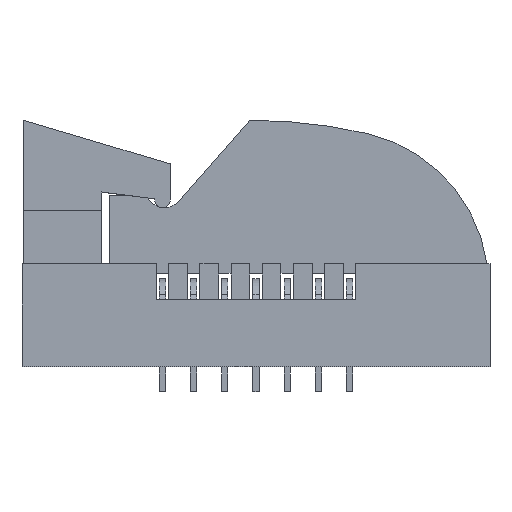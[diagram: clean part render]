
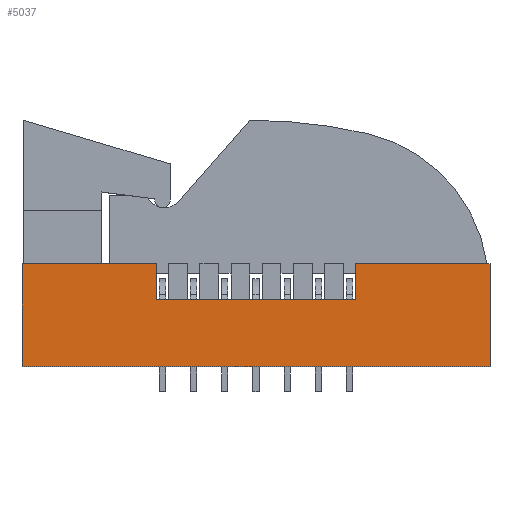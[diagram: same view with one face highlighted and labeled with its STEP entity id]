
A CAD part, top view. The second image highlights one B-rep face of the part: STEP entity #5037.
In plain terms, the highlighted planar face has unit normal (0, 0, 1).
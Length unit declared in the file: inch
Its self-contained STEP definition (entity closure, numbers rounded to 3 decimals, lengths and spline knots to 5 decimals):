
#28 = ORIENTED_EDGE ( 'NONE', *, *, #10347, .F. ) ;
#269 = DIRECTION ( 'NONE',  ( 0., 0., -1. ) ) ;
#322 = LINE ( 'NONE', #10310, #2494 ) ;
#328 = ORIENTED_EDGE ( 'NONE', *, *, #1394, .F. ) ;
#642 = LINE ( 'NONE', #9750, #8405 ) ;
#707 = EDGE_CURVE ( 'NONE', #5184, #10738, #5817, .T. ) ;
#747 = VERTEX_POINT ( 'NONE', #3510 ) ;
#1394 = EDGE_CURVE ( 'NONE', #6694, #747, #3461, .T. ) ;
#1402 = LINE ( 'NONE', #9863, #4975 ) ;
#1579 = CARTESIAN_POINT ( 'NONE',  ( -0.75, 0., 1.5 ) ) ;
#1620 = DIRECTION ( 'NONE',  ( 0., -1., 0. ) ) ;
#1890 = CARTESIAN_POINT ( 'NONE',  ( -0.32, 0.33, 1.5 ) ) ;
#2215 = ORIENTED_EDGE ( 'NONE', *, *, #5302, .T. ) ;
#2494 = VECTOR ( 'NONE', #10415, 39.37008 ) ;
#2608 = EDGE_CURVE ( 'NONE', #5657, #9778, #322, .T. ) ;
#2614 = DIRECTION ( 'NONE',  ( 1., 0., 0. ) ) ;
#2731 = ORIENTED_EDGE ( 'NONE', *, *, #4035, .T. ) ;
#3406 = DIRECTION ( 'NONE',  ( 0., -1., 0. ) ) ;
#3413 = LINE ( 'NONE', #8352, #6902 ) ;
#3461 = LINE ( 'NONE', #3509, #9562 ) ;
#3509 = CARTESIAN_POINT ( 'NONE',  ( 0.75, 0.33, 1.5 ) ) ;
#3510 = CARTESIAN_POINT ( 'NONE',  ( 0.75, 0., 1.5 ) ) ;
#3890 = DIRECTION ( 'NONE',  ( -1., 0., 0. ) ) ;
#4003 = CARTESIAN_POINT ( 'NONE',  ( 0.32, 0.33, 1.5 ) ) ;
#4035 = EDGE_CURVE ( 'NONE', #9778, #5184, #3413, .T. ) ;
#4226 = DIRECTION ( 'NONE',  ( 0., 1., 0. ) ) ;
#4235 = CARTESIAN_POINT ( 'NONE',  ( 0.75, 0.33, 1.5 ) ) ;
#4634 = LINE ( 'NONE', #6681, #9219 ) ;
#4887 = CARTESIAN_POINT ( 'NONE',  ( 0.75, 0., 1.5 ) ) ;
#4975 = VECTOR ( 'NONE', #3890, 39.37008 ) ;
#5037 = ADVANCED_FACE ( 'NONE', ( #8518 ), #8415, .F. ) ;
#5043 = CARTESIAN_POINT ( 'NONE',  ( 0.75, 0.33, 1.5 ) ) ;
#5141 = ORIENTED_EDGE ( 'NONE', *, *, #2608, .T. ) ;
#5184 = VERTEX_POINT ( 'NONE', #7839 ) ;
#5302 = EDGE_CURVE ( 'NONE', #6694, #5657, #1402, .T. ) ;
#5657 = VERTEX_POINT ( 'NONE', #4003 ) ;
#5677 = EDGE_CURVE ( 'NONE', #9634, #8731, #642, .T. ) ;
#5695 = VECTOR ( 'NONE', #4226, 39.37008 ) ;
#5817 = LINE ( 'NONE', #1890, #5695 ) ;
#6313 = ORIENTED_EDGE ( 'NONE', *, *, #8489, .T. ) ;
#6595 = CARTESIAN_POINT ( 'NONE',  ( -0.75, 0.33, 1.5 ) ) ;
#6681 = CARTESIAN_POINT ( 'NONE',  ( 0.75, 0.33, 1.5 ) ) ;
#6694 = VERTEX_POINT ( 'NONE', #5043 ) ;
#6719 = DIRECTION ( 'NONE',  ( -1., 0., 0. ) ) ;
#6760 = CARTESIAN_POINT ( 'NONE',  ( 0.32, 0.2137, 1.5 ) ) ;
#6895 = VECTOR ( 'NONE', #9229, 39.37008 ) ;
#6902 = VECTOR ( 'NONE', #6719, 39.37008 ) ;
#7438 = LINE ( 'NONE', #4887, #6895 ) ;
#7455 = EDGE_LOOP ( 'NONE', ( #2731, #9178, #6313, #9210, #28, #328, #2215, #5141 ) ) ;
#7839 = CARTESIAN_POINT ( 'NONE',  ( -0.32, 0.2137, 1.5 ) ) ;
#7955 = AXIS2_PLACEMENT_3D ( 'NONE', #4235, #269, #2614 ) ;
#8341 = CARTESIAN_POINT ( 'NONE',  ( -0.32, 0.33, 1.5 ) ) ;
#8352 = CARTESIAN_POINT ( 'NONE',  ( 0.32, 0.2137, 1.5 ) ) ;
#8405 = VECTOR ( 'NONE', #1620, 39.37008 ) ;
#8415 = PLANE ( 'NONE',  #7955 ) ;
#8489 = EDGE_CURVE ( 'NONE', #10738, #9634, #4634, .T. ) ;
#8518 = FACE_OUTER_BOUND ( 'NONE', #7455, .T. ) ;
#8731 = VERTEX_POINT ( 'NONE', #1579 ) ;
#9178 = ORIENTED_EDGE ( 'NONE', *, *, #707, .T. ) ;
#9210 = ORIENTED_EDGE ( 'NONE', *, *, #5677, .T. ) ;
#9219 = VECTOR ( 'NONE', #9681, 39.37008 ) ;
#9229 = DIRECTION ( 'NONE',  ( -1., 0., 0. ) ) ;
#9562 = VECTOR ( 'NONE', #3406, 39.37008 ) ;
#9634 = VERTEX_POINT ( 'NONE', #6595 ) ;
#9681 = DIRECTION ( 'NONE',  ( -1., 0., 0. ) ) ;
#9750 = CARTESIAN_POINT ( 'NONE',  ( -0.75, 0.33, 1.5 ) ) ;
#9778 = VERTEX_POINT ( 'NONE', #6760 ) ;
#9863 = CARTESIAN_POINT ( 'NONE',  ( 0.75, 0.33, 1.5 ) ) ;
#10310 = CARTESIAN_POINT ( 'NONE',  ( 0.32, 0.33, 1.5 ) ) ;
#10347 = EDGE_CURVE ( 'NONE', #747, #8731, #7438, .T. ) ;
#10415 = DIRECTION ( 'NONE',  ( 0., -1., 0. ) ) ;
#10738 = VERTEX_POINT ( 'NONE', #8341 ) ;
